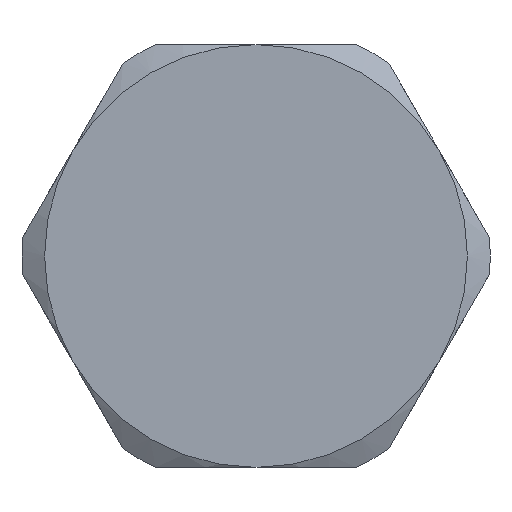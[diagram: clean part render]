
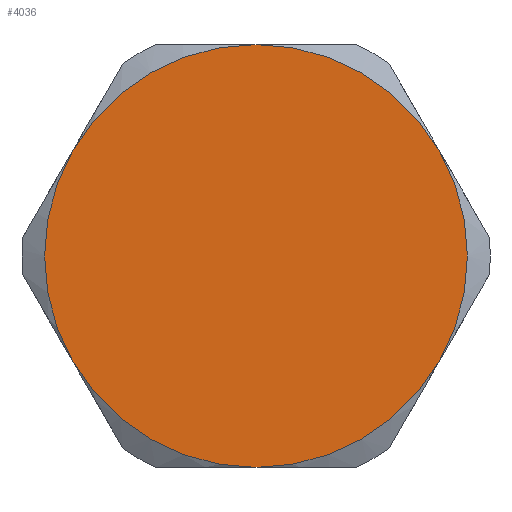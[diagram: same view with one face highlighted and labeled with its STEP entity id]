
A CAD part, left-side view. The second image highlights one B-rep face of the part: STEP entity #4036.
In plain terms, the highlighted planar face has unit normal (-1, 0, 0).
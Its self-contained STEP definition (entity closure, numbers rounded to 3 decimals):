
#125 = ORIENTED_EDGE ( 'NONE', *, *, #2573, .T. ) ;
#158 = CARTESIAN_POINT ( 'NONE',  ( 0., 0., 0. ) ) ;
#232 = CIRCLE ( 'NONE', #6160, 11.11 ) ;
#336 = AXIS2_PLACEMENT_3D ( 'NONE', #2369, #5798, #1894 ) ;
#534 = CIRCLE ( 'NONE', #4927, 11.11 ) ;
#570 = EDGE_CURVE ( 'NONE', #4640, #3748, #534, .T. ) ;
#645 = DIRECTION ( 'NONE',  ( 0., 0., 1. ) ) ;
#872 = CARTESIAN_POINT ( 'NONE',  ( 0., 0., 11.11 ) ) ;
#899 = CARTESIAN_POINT ( 'NONE',  ( 0., -9.622, 5.555 ) ) ;
#960 = CARTESIAN_POINT ( 'NONE',  ( 0., -9.622, -5.555 ) ) ;
#1177 = VERTEX_POINT ( 'NONE', #960 ) ;
#1308 = ORIENTED_EDGE ( 'NONE', *, *, #2336, .T. ) ;
#1697 = CARTESIAN_POINT ( 'NONE',  ( 0., 0., -11.11 ) ) ;
#1784 = CIRCLE ( 'NONE', #336, 11.11 ) ;
#1796 = CARTESIAN_POINT ( 'NONE',  ( 0., 0., 0. ) ) ;
#1823 = DIRECTION ( 'NONE',  ( -1., 0., 0. ) ) ;
#1851 = AXIS2_PLACEMENT_3D ( 'NONE', #3338, #1823, #6337 ) ;
#1894 = DIRECTION ( 'NONE',  ( 0., 0., 1. ) ) ;
#1908 = VERTEX_POINT ( 'NONE', #1697 ) ;
#1912 = CIRCLE ( 'NONE', #2354, 11.11 ) ;
#2206 = ORIENTED_EDGE ( 'NONE', *, *, #5997, .T. ) ;
#2336 = EDGE_CURVE ( 'NONE', #2337, #2907, #1912, .T. ) ;
#2337 = VERTEX_POINT ( 'NONE', #899 ) ;
#2354 = AXIS2_PLACEMENT_3D ( 'NONE', #3422, #5354, #2413 ) ;
#2369 = CARTESIAN_POINT ( 'NONE',  ( 0., 0., 0. ) ) ;
#2413 = DIRECTION ( 'NONE',  ( 0., 0., 1. ) ) ;
#2573 = EDGE_CURVE ( 'NONE', #3748, #1908, #4898, .T. ) ;
#2759 = CIRCLE ( 'NONE', #1851, 11.11 ) ;
#2800 = ORIENTED_EDGE ( 'NONE', *, *, #3492, .T. ) ;
#2841 = PLANE ( 'NONE',  #3612 ) ;
#2865 = DIRECTION ( 'NONE',  ( 1., 0., 0. ) ) ;
#2907 = VERTEX_POINT ( 'NONE', #872 ) ;
#3058 = DIRECTION ( 'NONE',  ( -1., 0., 0. ) ) ;
#3330 = CARTESIAN_POINT ( 'NONE',  ( 0., 12.829, 0. ) ) ;
#3337 = AXIS2_PLACEMENT_3D ( 'NONE', #4093, #3058, #5515 ) ;
#3338 = CARTESIAN_POINT ( 'NONE',  ( 0., 0., 0. ) ) ;
#3422 = CARTESIAN_POINT ( 'NONE',  ( 0., 0., 0. ) ) ;
#3492 = EDGE_CURVE ( 'NONE', #1908, #1177, #2759, .T. ) ;
#3512 = CARTESIAN_POINT ( 'NONE',  ( 0., 9.622, -5.555 ) ) ;
#3612 = AXIS2_PLACEMENT_3D ( 'NONE', #3330, #2865, #3867 ) ;
#3618 = DIRECTION ( 'NONE',  ( -1., 0., 0. ) ) ;
#3748 = VERTEX_POINT ( 'NONE', #3512 ) ;
#3867 = DIRECTION ( 'NONE',  ( 0., 0., -1. ) ) ;
#4036 = ADVANCED_FACE ( 'NONE', ( #4782 ), #2841, .F. ) ;
#4093 = CARTESIAN_POINT ( 'NONE',  ( 0., 0., 0. ) ) ;
#4613 = ORIENTED_EDGE ( 'NONE', *, *, #4978, .T. ) ;
#4640 = VERTEX_POINT ( 'NONE', #5028 ) ;
#4782 = FACE_OUTER_BOUND ( 'NONE', #5083, .T. ) ;
#4898 = CIRCLE ( 'NONE', #3337, 11.11 ) ;
#4927 = AXIS2_PLACEMENT_3D ( 'NONE', #1796, #5219, #5677 ) ;
#4978 = EDGE_CURVE ( 'NONE', #1177, #2337, #1784, .T. ) ;
#5028 = CARTESIAN_POINT ( 'NONE',  ( 0., 9.622, 5.555 ) ) ;
#5083 = EDGE_LOOP ( 'NONE', ( #125, #2800, #4613, #1308, #2206, #5860 ) ) ;
#5219 = DIRECTION ( 'NONE',  ( -1., 0., 0. ) ) ;
#5354 = DIRECTION ( 'NONE',  ( -1., 0., 0. ) ) ;
#5515 = DIRECTION ( 'NONE',  ( 0., 0., 1. ) ) ;
#5677 = DIRECTION ( 'NONE',  ( 0., 0., 1. ) ) ;
#5798 = DIRECTION ( 'NONE',  ( -1., 0., 0. ) ) ;
#5860 = ORIENTED_EDGE ( 'NONE', *, *, #570, .T. ) ;
#5997 = EDGE_CURVE ( 'NONE', #2907, #4640, #232, .T. ) ;
#6160 = AXIS2_PLACEMENT_3D ( 'NONE', #158, #3618, #645 ) ;
#6337 = DIRECTION ( 'NONE',  ( 0., 0., 1. ) ) ;
